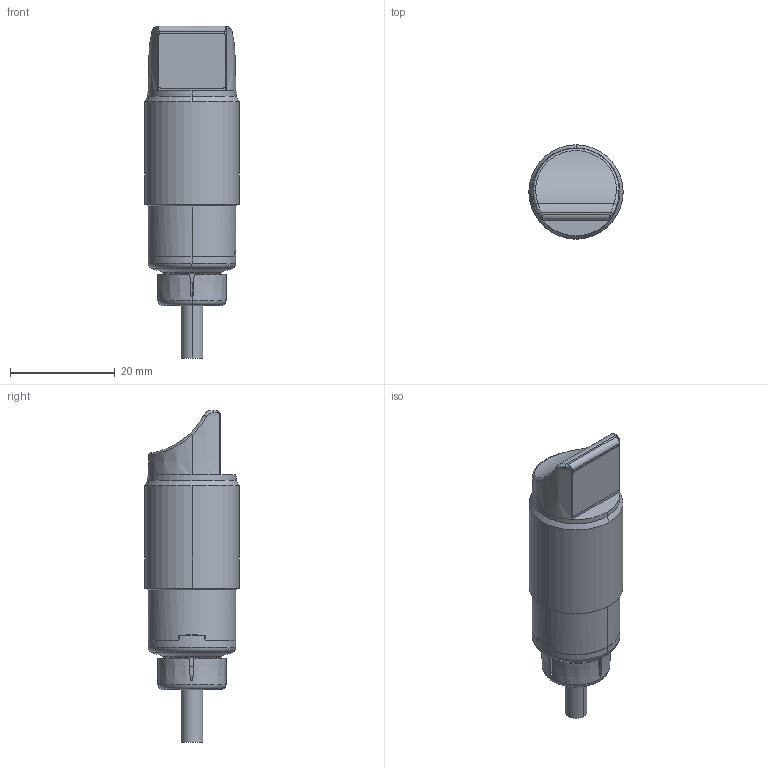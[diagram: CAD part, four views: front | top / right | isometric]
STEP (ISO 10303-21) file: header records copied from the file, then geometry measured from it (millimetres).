
FILE_DESCRIPTION((''),'2;1');
FILE_NAME('070','2021-03-10T17:17:12',('axu'),(''),'CREO PARAMETRIC BY PTC INC, 2019292','CREO PARAMETRIC BY PTC INC, 2019292','');
FILE_SCHEMA(('CONFIG_CONTROL_DESIGN','SHAPE_APPEARANCE_LAYERS_GROUPS'));
Length unit declared in the file: millimetre
Products named in the file (1): 070
Bounding box: 18 x 18 x 63.45 mm (x, y, z)
Volume: 10690 mm3; surface area: 3977.5 mm2
Topology: 1 solids, 2 shells, 319 faces, 848 edges, 529 vertices
Faces by surface type: plane 100, cylinder 91, bspline 55, cone 33, torus 30, sphere 10
Entity records: 16223 total; most frequent: CARTESIAN_POINT 4851, ORIENTED_EDGE 1686, DIRECTION 1508, EDGE_CURVE 843, FILL_AREA_STYLE_COLOUR 612, FILL_AREA_STYLE 612, SURFACE_STYLE_FILL_AREA 612, SURFACE_SIDE_STYLE 612
